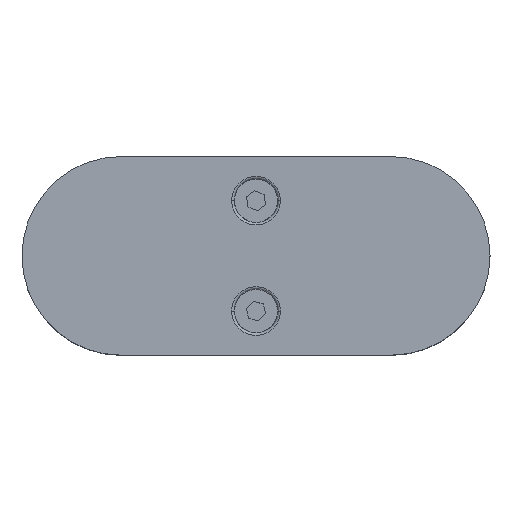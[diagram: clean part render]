
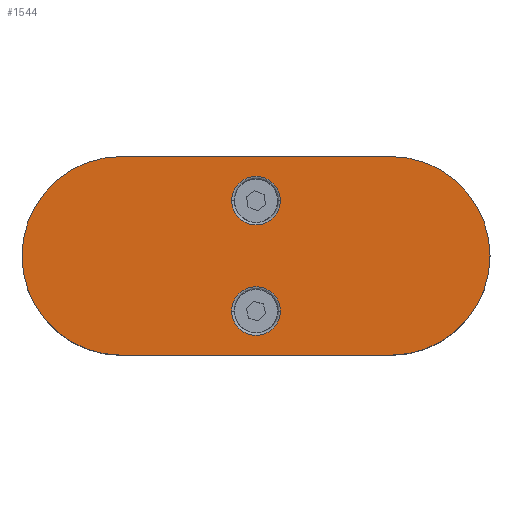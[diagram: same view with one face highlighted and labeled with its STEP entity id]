
A CAD part, top view. The second image highlights one B-rep face of the part: STEP entity #1544.
In plain terms, the highlighted planar face has unit normal (0, 0, 1).
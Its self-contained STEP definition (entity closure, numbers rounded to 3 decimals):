
#98 = EDGE_CURVE ( 'NONE', #1925, #3617, #478, .T. ) ;
#134 = PLANE ( 'NONE',  #425 ) ;
#205 = CARTESIAN_POINT ( 'NONE',  ( -30.5, 22.5, 15. ) ) ;
#245 = CARTESIAN_POINT ( 'NONE',  ( 5.5, -12.5, 15. ) ) ;
#410 = VECTOR ( 'NONE', #651, 1000. ) ;
#425 = AXIS2_PLACEMENT_3D ( 'NONE', #996, #2769, #2994 ) ;
#445 = EDGE_CURVE ( 'NONE', #1699, #1970, #583, .T. ) ;
#478 = CIRCLE ( 'NONE', #2456, 22.5 ) ;
#481 = CIRCLE ( 'NONE', #1144, 22.5 ) ;
#533 = DIRECTION ( 'NONE',  ( 0., 0., -1. ) ) ;
#554 = CARTESIAN_POINT ( 'NONE',  ( 0., 12.5, 15. ) ) ;
#557 = DIRECTION ( 'NONE',  ( 0., 0., -1. ) ) ;
#562 = DIRECTION ( 'NONE',  ( 1., 0., 0. ) ) ;
#575 = DIRECTION ( 'NONE',  ( 1., 0., 0. ) ) ;
#583 = CIRCLE ( 'NONE', #2021, 5.5 ) ;
#608 = CARTESIAN_POINT ( 'NONE',  ( -30.5, -22.5, 15. ) ) ;
#641 = EDGE_CURVE ( 'NONE', #1957, #1925, #3546, .T. ) ;
#645 = DIRECTION ( 'NONE',  ( 0., 0., 1. ) ) ;
#651 = DIRECTION ( 'NONE',  ( -1., 0., 0. ) ) ;
#656 = ORIENTED_EDGE ( 'NONE', *, *, #641, .T. ) ;
#733 = FACE_BOUND ( 'NONE', #2138, .T. ) ;
#779 = CARTESIAN_POINT ( 'NONE',  ( -30.5, 0., 15. ) ) ;
#795 = DIRECTION ( 'NONE',  ( 1., 0., 0. ) ) ;
#809 = CARTESIAN_POINT ( 'NONE',  ( 30.5, 0., 15. ) ) ;
#858 = LINE ( 'NONE', #608, #3346 ) ;
#940 = DIRECTION ( 'NONE',  ( 0., 0., -1. ) ) ;
#952 = CIRCLE ( 'NONE', #3486, 5.5 ) ;
#981 = ORIENTED_EDGE ( 'NONE', *, *, #3359, .T. ) ;
#996 = CARTESIAN_POINT ( 'NONE',  ( -30.5, 0., 15. ) ) ;
#1056 = ORIENTED_EDGE ( 'NONE', *, *, #2352, .T. ) ;
#1144 = AXIS2_PLACEMENT_3D ( 'NONE', #809, #1349, #2271 ) ;
#1205 = CARTESIAN_POINT ( 'NONE',  ( -30.5, 0., 15. ) ) ;
#1251 = VERTEX_POINT ( 'NONE', #3417 ) ;
#1293 = AXIS2_PLACEMENT_3D ( 'NONE', #3521, #940, #2090 ) ;
#1349 = DIRECTION ( 'NONE',  ( 0., 0., 1. ) ) ;
#1375 = CARTESIAN_POINT ( 'NONE',  ( 0., -12.5, 15. ) ) ;
#1395 = CIRCLE ( 'NONE', #3495, 22.5 ) ;
#1462 = EDGE_CURVE ( 'NONE', #3617, #2652, #1395, .T. ) ;
#1536 = CIRCLE ( 'NONE', #3466, 5.5 ) ;
#1544 = ADVANCED_FACE ( 'NONE', ( #733, #3038, #2708 ), #134, .T. ) ;
#1636 = ORIENTED_EDGE ( 'NONE', *, *, #98, .T. ) ;
#1663 = CARTESIAN_POINT ( 'NONE',  ( -5.5, 12.5, 15. ) ) ;
#1664 = VERTEX_POINT ( 'NONE', #1663 ) ;
#1699 = VERTEX_POINT ( 'NONE', #3106 ) ;
#1723 = EDGE_LOOP ( 'NONE', ( #1636, #2216, #981, #1056, #656 ) ) ;
#1863 = CARTESIAN_POINT ( 'NONE',  ( -53., 0., 15. ) ) ;
#1903 = CIRCLE ( 'NONE', #1293, 5.5 ) ;
#1925 = VERTEX_POINT ( 'NONE', #205 ) ;
#1940 = CARTESIAN_POINT ( 'NONE',  ( 30.5, 22.5, 15. ) ) ;
#1953 = VERTEX_POINT ( 'NONE', #3144 ) ;
#1957 = VERTEX_POINT ( 'NONE', #1940 ) ;
#1961 = DIRECTION ( 'NONE',  ( 1., 0., 0. ) ) ;
#1970 = VERTEX_POINT ( 'NONE', #245 ) ;
#1995 = EDGE_CURVE ( 'NONE', #1953, #1664, #952, .T. ) ;
#2021 = AXIS2_PLACEMENT_3D ( 'NONE', #1375, #557, #795 ) ;
#2036 = DIRECTION ( 'NONE',  ( 0., 0., -1. ) ) ;
#2063 = CARTESIAN_POINT ( 'NONE',  ( -30.5, 22.5, 15. ) ) ;
#2090 = DIRECTION ( 'NONE',  ( 1., 0., 0. ) ) ;
#2138 = EDGE_LOOP ( 'NONE', ( #2977, #3489 ) ) ;
#2216 = ORIENTED_EDGE ( 'NONE', *, *, #1462, .T. ) ;
#2271 = DIRECTION ( 'NONE',  ( 1., 0., 0. ) ) ;
#2304 = DIRECTION ( 'NONE',  ( 1., 0., 0. ) ) ;
#2352 = EDGE_CURVE ( 'NONE', #1251, #1957, #481, .T. ) ;
#2413 = ORIENTED_EDGE ( 'NONE', *, *, #3159, .T. ) ;
#2456 = AXIS2_PLACEMENT_3D ( 'NONE', #779, #3090, #562 ) ;
#2480 = ORIENTED_EDGE ( 'NONE', *, *, #1995, .T. ) ;
#2481 = EDGE_LOOP ( 'NONE', ( #2480, #2413 ) ) ;
#2549 = CARTESIAN_POINT ( 'NONE',  ( 0., -12.5, 15. ) ) ;
#2652 = VERTEX_POINT ( 'NONE', #2985 ) ;
#2708 = FACE_OUTER_BOUND ( 'NONE', #1723, .T. ) ;
#2769 = DIRECTION ( 'NONE',  ( 0., 0., 1. ) ) ;
#2977 = ORIENTED_EDGE ( 'NONE', *, *, #3425, .T. ) ;
#2985 = CARTESIAN_POINT ( 'NONE',  ( -30.5, -22.5, 15. ) ) ;
#2994 = DIRECTION ( 'NONE',  ( 1., 0., 0. ) ) ;
#3038 = FACE_BOUND ( 'NONE', #2481, .T. ) ;
#3090 = DIRECTION ( 'NONE',  ( 0., 0., 1. ) ) ;
#3106 = CARTESIAN_POINT ( 'NONE',  ( -5.5, -12.5, 15. ) ) ;
#3144 = CARTESIAN_POINT ( 'NONE',  ( 5.5, 12.5, 15. ) ) ;
#3159 = EDGE_CURVE ( 'NONE', #1664, #1953, #1903, .T. ) ;
#3185 = DIRECTION ( 'NONE',  ( 1., 0., 0. ) ) ;
#3346 = VECTOR ( 'NONE', #2304, 1000. ) ;
#3359 = EDGE_CURVE ( 'NONE', #2652, #1251, #858, .T. ) ;
#3417 = CARTESIAN_POINT ( 'NONE',  ( 30.5, -22.5, 15. ) ) ;
#3425 = EDGE_CURVE ( 'NONE', #1970, #1699, #1536, .T. ) ;
#3466 = AXIS2_PLACEMENT_3D ( 'NONE', #2549, #2036, #575 ) ;
#3486 = AXIS2_PLACEMENT_3D ( 'NONE', #554, #533, #1961 ) ;
#3489 = ORIENTED_EDGE ( 'NONE', *, *, #445, .T. ) ;
#3495 = AXIS2_PLACEMENT_3D ( 'NONE', #1205, #645, #3185 ) ;
#3521 = CARTESIAN_POINT ( 'NONE',  ( 0., 12.5, 15. ) ) ;
#3546 = LINE ( 'NONE', #2063, #410 ) ;
#3617 = VERTEX_POINT ( 'NONE', #1863 ) ;
